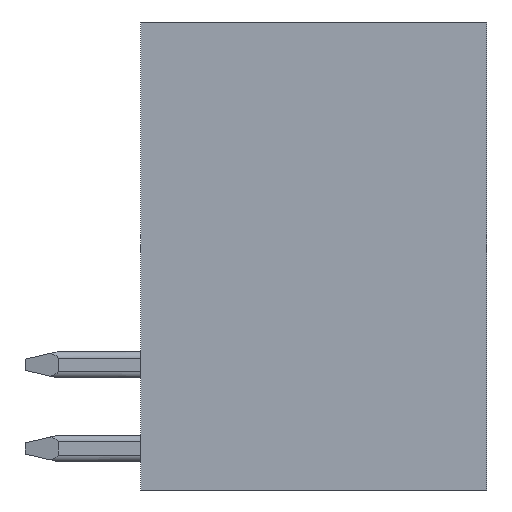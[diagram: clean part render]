
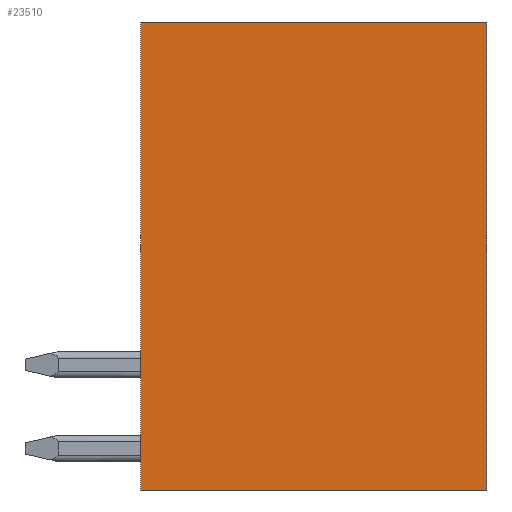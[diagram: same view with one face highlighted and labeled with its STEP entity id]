
A CAD part, front view. The second image highlights one B-rep face of the part: STEP entity #23510.
In plain terms, the highlighted planar face has unit normal (0, -1, 0).
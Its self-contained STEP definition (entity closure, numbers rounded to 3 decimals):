
#5471=DIRECTION('',(-1.,0.,0.));
#5472=VECTOR('',#5471,10.5);
#5473=CARTESIAN_POINT('',(5.25,-35.27,7.1));
#5474=LINE('',#5473,#5472);
#5475=DIRECTION('',(0.,0.,1.));
#5476=VECTOR('',#5475,14.2);
#5477=CARTESIAN_POINT('',(5.25,-35.27,-7.1));
#5478=LINE('',#5477,#5476);
#5479=DIRECTION('',(1.,0.,0.));
#5480=VECTOR('',#5479,10.5);
#5481=CARTESIAN_POINT('',(-5.25,-35.27,-7.1));
#5482=LINE('',#5481,#5480);
#5483=DIRECTION('',(0.,0.,-1.));
#5484=VECTOR('',#5483,14.2);
#5485=CARTESIAN_POINT('',(-5.25,-35.27,7.1));
#5486=LINE('',#5485,#5484);
#13433=CARTESIAN_POINT('',(5.25,-35.27,7.1));
#13434=CARTESIAN_POINT('',(-5.25,-35.27,7.1));
#13435=VERTEX_POINT('',#13433);
#13436=VERTEX_POINT('',#13434);
#13437=CARTESIAN_POINT('',(-5.25,-35.27,-7.1));
#13438=VERTEX_POINT('',#13437);
#13439=CARTESIAN_POINT('',(5.25,-35.27,-7.1));
#13440=VERTEX_POINT('',#13439);
#23499=CARTESIAN_POINT('',(0.,-35.27,0.));
#23500=DIRECTION('',(0.,-1.,0.));
#23501=DIRECTION('',(0.,0.,-1.));
#23502=AXIS2_PLACEMENT_3D('',#23499,#23500,#23501);
#23503=PLANE('',#23502);
#23504=ORIENTED_EDGE('',*,*,#23182,.F.);
#23505=ORIENTED_EDGE('',*,*,#23267,.F.);
#23506=ORIENTED_EDGE('',*,*,#23491,.F.);
#23507=ORIENTED_EDGE('',*,*,#16796,.F.);
#23508=EDGE_LOOP('',(#23504,#23505,#23506,#23507));
#23509=FACE_OUTER_BOUND('',#23508,.F.);
#23510=ADVANCED_FACE('',(#23509),#23503,.T.);
#16796=EDGE_CURVE('',#13436,#13438,#5486,.T.);
#23182=EDGE_CURVE('',#13435,#13436,#5474,.T.);
#23267=EDGE_CURVE('',#13440,#13435,#5478,.T.);
#23491=EDGE_CURVE('',#13438,#13440,#5482,.T.);
